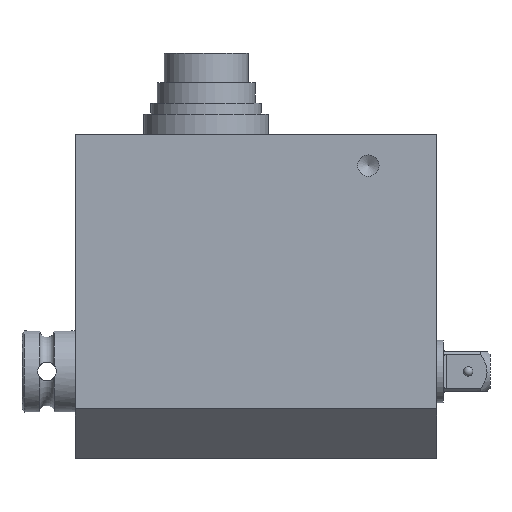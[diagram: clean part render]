
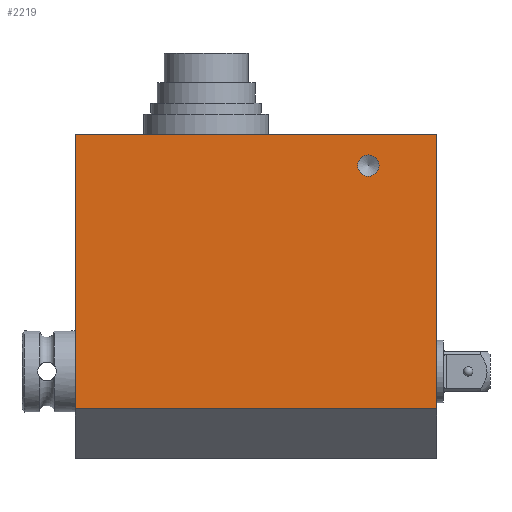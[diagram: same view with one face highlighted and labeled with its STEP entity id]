
A CAD part, front view. The second image highlights one B-rep face of the part: STEP entity #2219.
In plain terms, the highlighted planar face has unit normal (0, -1, 0).
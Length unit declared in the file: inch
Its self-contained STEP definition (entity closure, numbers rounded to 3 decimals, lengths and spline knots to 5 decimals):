
#1456=CARTESIAN_POINT('',(0.98539,-0.75,0.77776));
#1457=VERTEX_POINT('',#1456);
#1458=CARTESIAN_POINT('',(0.98539,-0.75,0.71039));
#1459=DIRECTION('',(0.0,1.0,0.0));
#1460=DIRECTION('',(0.0,0.0,-1.0));
#1461=AXIS2_PLACEMENT_3D('',#1458,#1459,#1460);
#1462=CIRCLE('',#1461,0.06736);
#1463=EDGE_CURVE('',#1457,#1457,#1462,.T.);
#2113=CARTESIAN_POINT('',(1.41846,-0.75,0.90724));
#2114=VERTEX_POINT('',#2113);
#2121=CARTESIAN_POINT('',(1.41846,-0.75,-0.82504));
#2122=VERTEX_POINT('',#2121);
#2123=CARTESIAN_POINT('',(1.41846,-0.75,-0.82504));
#2124=DIRECTION('',(0.0,0.0,1.0));
#2125=VECTOR('',#2124,1.73228);
#2126=LINE('',#2123,#2125);
#2127=EDGE_CURVE('',#2122,#2114,#2126,.T.);
#2186=CARTESIAN_POINT('',(-0.865,-0.75,-1.14));
#2187=DIRECTION('',(0.0,-1.0,0.0));
#2188=DIRECTION('',(0.0,0.0,-1.0));
#2189=AXIS2_PLACEMENT_3D('',#2186,#2187,#2188);
#2190=PLANE('',#2189);
#2191=CARTESIAN_POINT('',(-0.865,-0.75,-0.82504));
#2192=VERTEX_POINT('',#2191);
#2193=CARTESIAN_POINT('',(1.41846,-0.75,-0.82504));
#2194=DIRECTION('',(-1.0,0.0,0.0));
#2195=VECTOR('',#2194,2.28346);
#2196=LINE('',#2193,#2195);
#2197=EDGE_CURVE('',#2122,#2192,#2196,.T.);
#2198=ORIENTED_EDGE('',*,*,#2197,.F.);
#2199=ORIENTED_EDGE('',*,*,#2127,.T.);
#2200=CARTESIAN_POINT('',(-0.865,-0.75,0.90724));
#2201=VERTEX_POINT('',#2200);
#2202=CARTESIAN_POINT('',(-0.865,-0.75,0.90724));
#2203=DIRECTION('',(1.0,0.0,0.0));
#2204=VECTOR('',#2203,2.28346);
#2205=LINE('',#2202,#2204);
#2206=EDGE_CURVE('',#2201,#2114,#2205,.T.);
#2207=ORIENTED_EDGE('',*,*,#2206,.F.);
#2208=CARTESIAN_POINT('',(-0.865,-0.75,-0.82504));
#2209=DIRECTION('',(0.0,0.0,1.0));
#2210=VECTOR('',#2209,1.73228);
#2211=LINE('',#2208,#2210);
#2212=EDGE_CURVE('',#2192,#2201,#2211,.T.);
#2213=ORIENTED_EDGE('',*,*,#2212,.F.);
#2214=EDGE_LOOP('',(#2198,#2199,#2207,#2213));
#2215=FACE_OUTER_BOUND('',#2214,.T.);
#2216=ORIENTED_EDGE('',*,*,#1463,.T.);
#2217=EDGE_LOOP('',(#2216));
#2218=FACE_BOUND('',#2217,.T.);
#2219=ADVANCED_FACE('',(#2215,#2218),#2190,.T.);
